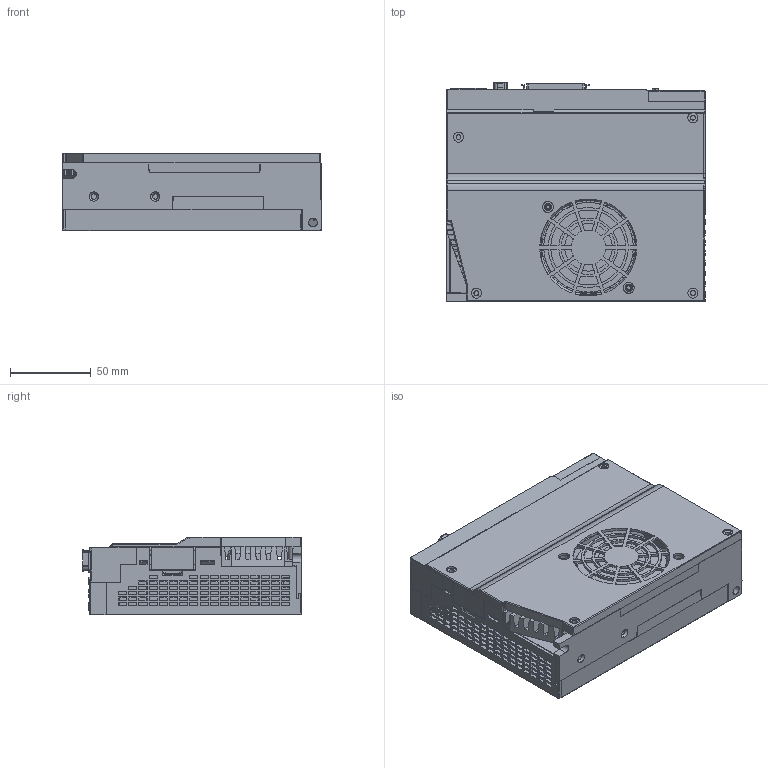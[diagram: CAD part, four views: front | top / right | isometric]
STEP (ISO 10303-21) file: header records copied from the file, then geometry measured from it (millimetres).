
FILE_DESCRIPTION((''),'2;1');
FILE_NAME('X3-750','2021-09-17T',('kjl'),(''),'PRO/ENGINEER BY PARAMETRIC TECHNOLOGY CORPORATION, 2010280','PRO/ENGINEER BY PARAMETRIC TECHNOLOGY CORPORATION, 2010280','');
FILE_SCHEMA(('AUTOMOTIVE_DESIGN_CC2 { 1 2 10303 214 -1 1 5 2 }'));
Products named in the file (1): X3-750
Bounding box: 160.04 x 135.16 x 48.12 mm (x, y, z)
Volume: 2188.2 mm3; surface area: 226350.4 mm2
Topology: 8 solids, 9 shells, 3887 faces, 11539 edges, 7639 vertices
Faces by surface type: plane 2813, cylinder 941, cone 50, bspline 46, torus 24, sphere 11, extrusion 2
Entity records: 141126 total; most frequent: CARTESIAN_POINT 37594, ORIENTED_EDGE 22924, DIRECTION 19520, EDGE_CURVE 11526, VECTOR 8732, LINE 8730, VERTEX_POINT 7639, AXIS2_PLACEMENT_3D 5394
